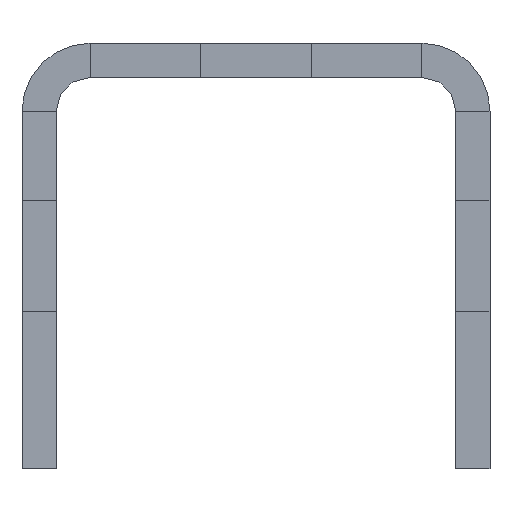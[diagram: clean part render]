
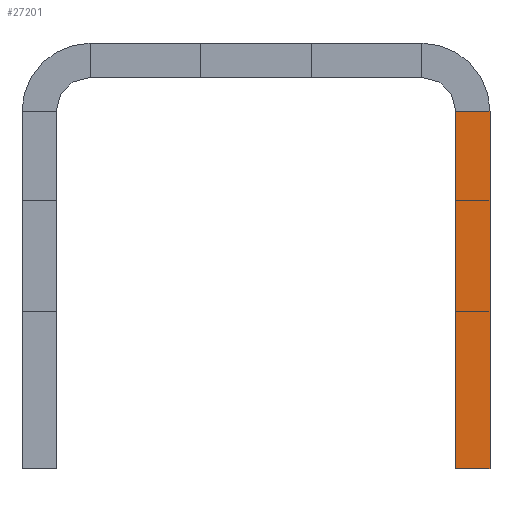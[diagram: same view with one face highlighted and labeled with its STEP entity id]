
A CAD part, front view. The second image highlights one B-rep face of the part: STEP entity #27201.
In plain terms, the highlighted planar face has unit normal (0, -1, 0).
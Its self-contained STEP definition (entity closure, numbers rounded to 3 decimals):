
#4355=DIRECTION('',(-1.,0.,0.));
#4356=VECTOR('',#4355,4.);
#4357=CARTESIAN_POINT('',(27.5,-3000.,17.));
#4358=LINE('',#4357,#4356);
#4359=DIRECTION('',(0.,0.,-1.));
#4360=VECTOR('',#4359,42.);
#4361=CARTESIAN_POINT('',(27.5,-3000.,17.));
#4362=LINE('',#4361,#4360);
#4363=DIRECTION('',(-1.,0.,0.));
#4364=VECTOR('',#4363,4.);
#4365=CARTESIAN_POINT('',(27.5,-3000.,-25.));
#4366=LINE('',#4365,#4364);
#4367=DIRECTION('',(0.,0.,-1.));
#4368=VECTOR('',#4367,42.);
#4369=CARTESIAN_POINT('',(23.5,-3000.,17.));
#4370=LINE('',#4369,#4368);
#18909=CARTESIAN_POINT('',(27.5,-3000.,-25.));
#18911=VERTEX_POINT('',#18909);
#18917=CARTESIAN_POINT('',(23.5,-3000.,-25.));
#18919=VERTEX_POINT('',#18917);
#18926=CARTESIAN_POINT('',(27.5,-3000.,17.));
#18928=VERTEX_POINT('',#18926);
#18942=CARTESIAN_POINT('',(23.5,-3000.,17.));
#18944=VERTEX_POINT('',#18942);
#27188=CARTESIAN_POINT('',(25.5,-3000.,-1.));
#27189=DIRECTION('',(0.,-1.,0.));
#27190=DIRECTION('',(0.,0.,-1.));
#27191=AXIS2_PLACEMENT_3D('',#27188,#27189,#27190);
#27192=PLANE('',#27191);
#27193=ORIENTED_EDGE('',*,*,#27180,.F.);
#27194=ORIENTED_EDGE('',*,*,#24724,.T.);
#27196=ORIENTED_EDGE('',*,*,#27195,.T.);
#27198=ORIENTED_EDGE('',*,*,#27197,.F.);
#27199=EDGE_LOOP('',(#27193,#27194,#27196,#27198));
#27200=FACE_OUTER_BOUND('',#27199,.F.);
#27201=ADVANCED_FACE('',(#27200),#27192,.T.);
#24724=EDGE_CURVE('',#18928,#18911,#4362,.T.);
#27180=EDGE_CURVE('',#18928,#18944,#4358,.T.);
#27195=EDGE_CURVE('',#18911,#18919,#4366,.T.);
#27197=EDGE_CURVE('',#18944,#18919,#4370,.T.);
